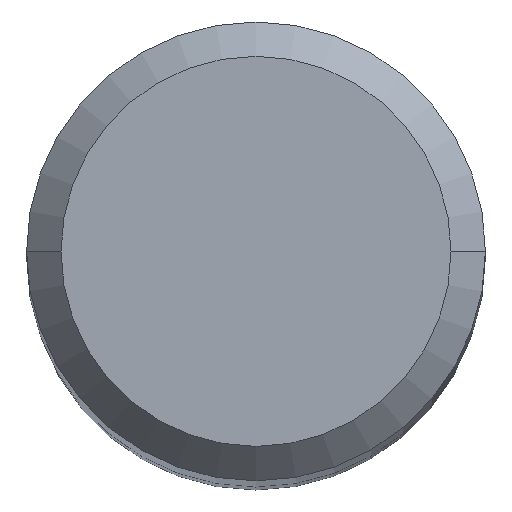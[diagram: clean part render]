
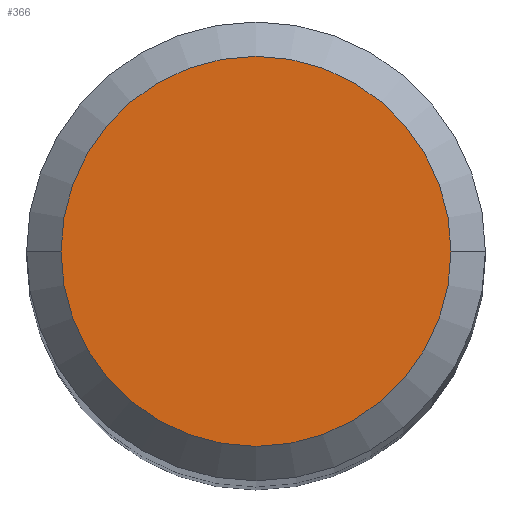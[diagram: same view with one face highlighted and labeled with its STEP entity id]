
A CAD part, top view. The second image highlights one B-rep face of the part: STEP entity #366.
In plain terms, the highlighted planar face has unit normal (0, 0, 1).
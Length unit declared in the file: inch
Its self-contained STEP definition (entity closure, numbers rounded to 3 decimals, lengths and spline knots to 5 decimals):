
#9 = VERTEX_POINT ( 'NONE', #51 ) ;
#13 = DIRECTION ( 'NONE',  ( 0., 0., 1. ) ) ;
#14 = DIRECTION ( 'NONE',  ( 1., 0., 0. ) ) ;
#21 = CARTESIAN_POINT ( 'NONE',  ( 0., 0., 0. ) ) ;
#32 = PLANE ( 'NONE',  #391 ) ;
#51 = CARTESIAN_POINT ( 'NONE',  ( 0.13387, 0., 0. ) ) ;
#54 = EDGE_CURVE ( 'NONE', #9, #217, #344, .T. ) ;
#75 = AXIS2_PLACEMENT_3D ( 'NONE', #411, #13, #14 ) ;
#122 = ORIENTED_EDGE ( 'NONE', *, *, #54, .T. ) ;
#178 = FACE_OUTER_BOUND ( 'NONE', #261, .T. ) ;
#209 = AXIS2_PLACEMENT_3D ( 'NONE', #21, #449, #347 ) ;
#217 = VERTEX_POINT ( 'NONE', #453 ) ;
#260 = EDGE_CURVE ( 'NONE', #217, #9, #266, .T. ) ;
#261 = EDGE_LOOP ( 'NONE', ( #288, #122 ) ) ;
#266 = CIRCLE ( 'NONE', #209, 0.13387 ) ;
#288 = ORIENTED_EDGE ( 'NONE', *, *, #260, .T. ) ;
#324 = DIRECTION ( 'NONE',  ( -1., 0., 0. ) ) ;
#344 = CIRCLE ( 'NONE', #75, 0.13387 ) ;
#347 = DIRECTION ( 'NONE',  ( 1., 0., 0. ) ) ;
#366 = ADVANCED_FACE ( 'NONE', ( #178 ), #32, .F. ) ;
#367 = CARTESIAN_POINT ( 'NONE',  ( 0., 0., 0. ) ) ;
#391 = AXIS2_PLACEMENT_3D ( 'NONE', #367, #402, #324 ) ;
#402 = DIRECTION ( 'NONE',  ( 0., 0., -1. ) ) ;
#411 = CARTESIAN_POINT ( 'NONE',  ( 0., 0., 0. ) ) ;
#449 = DIRECTION ( 'NONE',  ( 0., 0., 1. ) ) ;
#453 = CARTESIAN_POINT ( 'NONE',  ( -0.13387, 0., 0. ) ) ;
